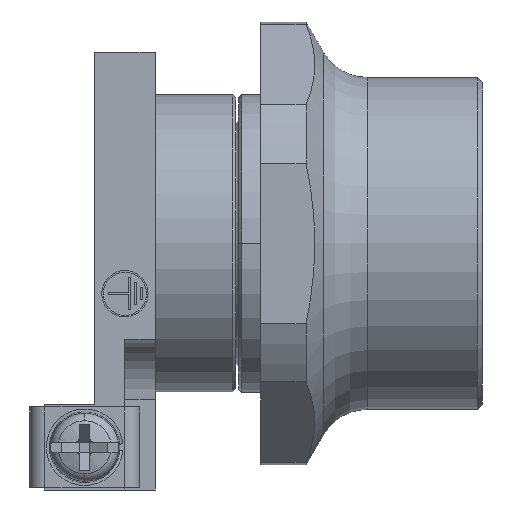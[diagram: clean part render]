
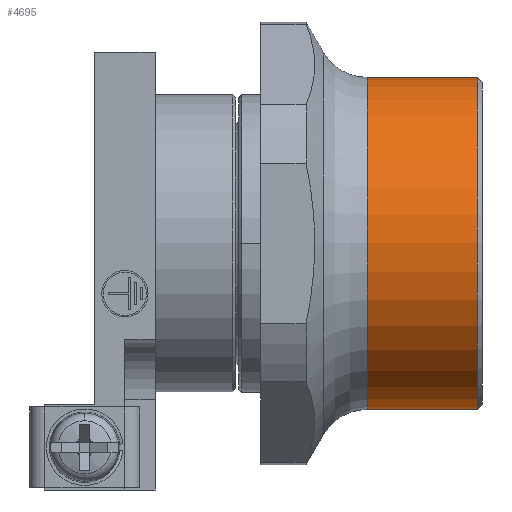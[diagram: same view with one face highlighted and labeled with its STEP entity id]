
A CAD part, left-side view. The second image highlights one B-rep face of the part: STEP entity #4695.
In plain terms, the highlighted cylindrical face has radius 16.5 mm (diameter 33 mm), a partial arc.
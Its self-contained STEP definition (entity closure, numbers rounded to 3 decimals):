
#1741=CARTESIAN_POINT('',(0.,11.438,0.));
#1742=DIRECTION('',(0.,-1.,0.));
#1743=DIRECTION('',(0.,0.,1.));
#1744=AXIS2_PLACEMENT_3D('',#1741,#1742,#1743);
#1981=DIRECTION('',(0.,1.,0.));
#1982=VECTOR('',#1981,10.938);
#1983=CARTESIAN_POINT('',(0.,0.5,-16.5));
#1984=LINE('',#1983,#1982);
#1988=DIRECTION('',(0.,1.,0.));
#1989=VECTOR('',#1988,10.938);
#1990=CARTESIAN_POINT('',(0.,0.5,16.5));
#1991=LINE('',#1990,#1989);
#2003=CARTESIAN_POINT('',(0.,0.5,0.));
#2004=DIRECTION('',(0.,-1.,0.));
#2005=DIRECTION('',(0.,0.,1.));
#2006=AXIS2_PLACEMENT_3D('',#2003,#2004,#2005);
#2733=CARTESIAN_POINT('',(0.,0.5,16.5));
#2734=CARTESIAN_POINT('',(0.,0.5,-16.5));
#2735=VERTEX_POINT('',#2733);
#2736=VERTEX_POINT('',#2734);
#2741=CARTESIAN_POINT('',(0.,11.438,16.5));
#2742=CARTESIAN_POINT('',(0.,11.438,-16.5));
#2743=VERTEX_POINT('',#2741);
#2744=VERTEX_POINT('',#2742);
#4683=CARTESIAN_POINT('',(0.,18.375,0.));
#4684=DIRECTION('',(0.,-1.,0.));
#4685=DIRECTION('',(0.,0.,1.));
#4686=AXIS2_PLACEMENT_3D('',#4683,#4684,#4685);
#4687=CYLINDRICAL_SURFACE('',#4686,16.5);
#4688=ORIENTED_EDGE('',*,*,#4480,.F.);
#4689=ORIENTED_EDGE('',*,*,#4678,.F.);
#4691=ORIENTED_EDGE('',*,*,#4690,.T.);
#4692=ORIENTED_EDGE('',*,*,#4674,.T.);
#4693=EDGE_LOOP('',(#4688,#4689,#4691,#4692));
#4694=FACE_OUTER_BOUND('',#4693,.F.);
#4695=ADVANCED_FACE('',(#4694),#4687,.T.);
#1745=CIRCLE('',#1744,16.5);
#2007=CIRCLE('',#2006,16.5);
#4480=EDGE_CURVE('',#2743,#2744,#1745,.T.);
#4674=EDGE_CURVE('',#2736,#2744,#1984,.T.);
#4678=EDGE_CURVE('',#2735,#2743,#1991,.T.);
#4690=EDGE_CURVE('',#2735,#2736,#2007,.T.);
